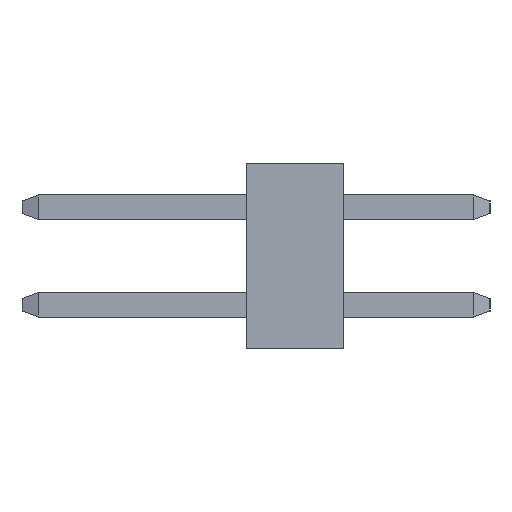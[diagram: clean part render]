
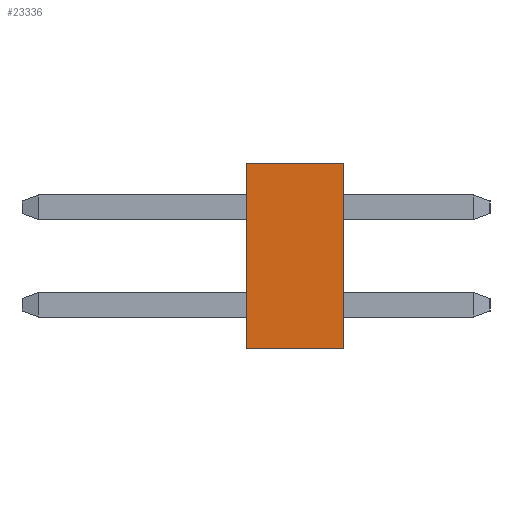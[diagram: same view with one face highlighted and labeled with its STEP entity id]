
A CAD part, left-side view. The second image highlights one B-rep face of the part: STEP entity #23336.
In plain terms, the highlighted planar face has unit normal (-1, 0, 0).
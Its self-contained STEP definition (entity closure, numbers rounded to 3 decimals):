
#169 = EDGE_LOOP ( 'NONE', ( #23886, #21594, #3591, #13617 ) ) ;
#585 = LINE ( 'NONE', #9222, #16644 ) ;
#1050 = FACE_OUTER_BOUND ( 'NONE', #169, .T. ) ;
#1105 = VECTOR ( 'NONE', #26403, 1000. ) ;
#1508 = CARTESIAN_POINT ( 'NONE',  ( -25.4, 0., -2.415 ) ) ;
#2747 = CARTESIAN_POINT ( 'NONE',  ( -25.4, 2.54, -2.415 ) ) ;
#3591 = ORIENTED_EDGE ( 'NONE', *, *, #16163, .F. ) ;
#3821 = LINE ( 'NONE', #1508, #15113 ) ;
#5810 = CARTESIAN_POINT ( 'NONE',  ( -25.4, 0., 2.415 ) ) ;
#6175 = LINE ( 'NONE', #13359, #1105 ) ;
#6728 = VECTOR ( 'NONE', #9634, 1000. ) ;
#8278 = CARTESIAN_POINT ( 'NONE',  ( -25.4, 0., -2.415 ) ) ;
#9125 = CARTESIAN_POINT ( 'NONE',  ( -25.4, 2.54, -2.415 ) ) ;
#9222 = CARTESIAN_POINT ( 'NONE',  ( -25.4, 2.54, -2.415 ) ) ;
#9634 = DIRECTION ( 'NONE',  ( 0., 0., 1. ) ) ;
#13359 = CARTESIAN_POINT ( 'NONE',  ( -25.4, 2.54, 2.415 ) ) ;
#13617 = ORIENTED_EDGE ( 'NONE', *, *, #16256, .T. ) ;
#14703 = DIRECTION ( 'NONE',  ( 0., -1., 0. ) ) ;
#14980 = VERTEX_POINT ( 'NONE', #9125 ) ;
#15113 = VECTOR ( 'NONE', #19005, 1000. ) ;
#15724 = VERTEX_POINT ( 'NONE', #5810 ) ;
#16050 = DIRECTION ( 'NONE',  ( 1., 0., 0. ) ) ;
#16163 = EDGE_CURVE ( 'NONE', #14980, #18774, #24145, .T. ) ;
#16256 = EDGE_CURVE ( 'NONE', #14980, #17558, #585, .T. ) ;
#16644 = VECTOR ( 'NONE', #14703, 1000. ) ;
#17558 = VERTEX_POINT ( 'NONE', #8278 ) ;
#18774 = VERTEX_POINT ( 'NONE', #23241 ) ;
#19005 = DIRECTION ( 'NONE',  ( 0., 0., 1. ) ) ;
#19681 = EDGE_CURVE ( 'NONE', #17558, #15724, #3821, .T. ) ;
#21594 = ORIENTED_EDGE ( 'NONE', *, *, #22137, .F. ) ;
#22137 = EDGE_CURVE ( 'NONE', #18774, #15724, #6175, .T. ) ;
#22478 = PLANE ( 'NONE',  #23653 ) ;
#23241 = CARTESIAN_POINT ( 'NONE',  ( -25.4, 2.54, 2.415 ) ) ;
#23336 = ADVANCED_FACE ( 'NONE', ( #1050 ), #22478, .F. ) ;
#23653 = AXIS2_PLACEMENT_3D ( 'NONE', #26976, #16050, #26704 ) ;
#23886 = ORIENTED_EDGE ( 'NONE', *, *, #19681, .T. ) ;
#24145 = LINE ( 'NONE', #2747, #6728 ) ;
#26403 = DIRECTION ( 'NONE',  ( 0., -1., 0. ) ) ;
#26704 = DIRECTION ( 'NONE',  ( 0., 0., -1. ) ) ;
#26976 = CARTESIAN_POINT ( 'NONE',  ( -25.4, 2.54, -2.415 ) ) ;
